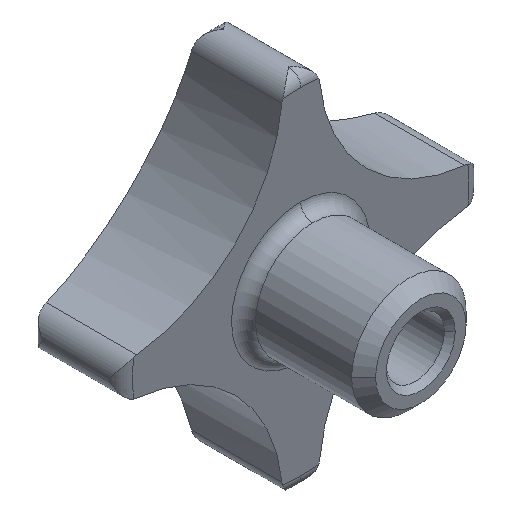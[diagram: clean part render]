
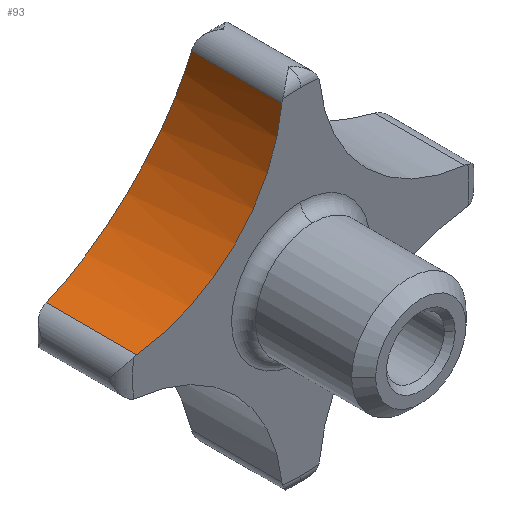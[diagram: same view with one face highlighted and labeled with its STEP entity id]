
A CAD part, isometric view. The second image highlights one B-rep face of the part: STEP entity #93.
In plain terms, the highlighted cylindrical face has radius 28.35 mm (diameter 56.7 mm), a partial arc.
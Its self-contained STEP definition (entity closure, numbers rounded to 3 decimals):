
#93 = ADVANCED_FACE( '', ( #149 ), #150, .F. );
#149 = FACE_OUTER_BOUND( '', #225, .T. );
#150 = CYLINDRICAL_SURFACE( '', #226, 28.35 );
#225 = EDGE_LOOP( '', ( #400, #401, #402, #403 ) );
#226 = AXIS2_PLACEMENT_3D( '', #404, #405, #406 );
#400 = ORIENTED_EDGE( '', *, *, #632, .F. );
#401 = ORIENTED_EDGE( '', *, *, #631, .F. );
#402 = ORIENTED_EDGE( '', *, *, #633, .F. );
#403 = ORIENTED_EDGE( '', *, *, #634, .T. );
#404 = CARTESIAN_POINT( '', ( -31.5, 0., 31.5 ) );
#405 = DIRECTION( '', ( 0., -1., 0. ) );
#406 = DIRECTION( '', ( 0.099, 0., -0.995 ) );
#631 = EDGE_CURVE( '', #782, #766, #784, .T. );
#632 = EDGE_CURVE( '', #766, #785, #786, .T. );
#633 = EDGE_CURVE( '', #787, #782, #788, .T. );
#634 = EDGE_CURVE( '', #787, #785, #789, .T. );
#766 = VERTEX_POINT( '', #1100 );
#782 = VERTEX_POINT( '', #1173 );
#784 = LINE( '', #1175, #1176 );
#785 = VERTEX_POINT( '', #1177 );
#786 = B_SPLINE_CURVE_WITH_KNOTS( '', 3, ( #1178, #1179, #1180, #1181, #1182, #1183, #1184, #1185, #1186, #1187, #1188, #1189, #1190, #1191, #1192, #1193, #1194, #1195, #1196, #1197, #1198, #1199, #1200, #1201, #1202, #1203, #1204, #1205, #1206, #1207 ), .UNSPECIFIED., .F., .F., ( 4, 2, 2, 2, 2, 2, 2, 2, 2, 2, 2, 2, 2, 2, 4 ), ( 0., 2.687, 5.374, 8.06, 10.747, 13.434, 16.121, 18.807, 21.494, 24.214, 26.934, 29.654, 32.374, 35.094, 37.615 ), .UNSPECIFIED. );
#787 = VERTEX_POINT( '', #1208 );
#788 = CIRCLE( '', #1209, 28.35 );
#789 = LINE( '', #1210, #1211 );
#1100 = CARTESIAN_POINT( '', ( -28.689, 36.814, 3.29 ) );
#1173 = CARTESIAN_POINT( '', ( -28.689, 21., 3.29 ) );
#1175 = CARTESIAN_POINT( '', ( -28.689, 0., 3.29 ) );
#1176 = VECTOR( '', #1456, 1. );
#1177 = CARTESIAN_POINT( '', ( -3.29, 36.814, 28.689 ) );
#1178 = CARTESIAN_POINT( '', ( -28.689, 36.814, 3.29 ) );
#1179 = CARTESIAN_POINT( '', ( -27.818, 37.005, 3.377 ) );
#1180 = CARTESIAN_POINT( '', ( -26.934, 37.189, 3.506 ) );
#1181 = CARTESIAN_POINT( '', ( -25.158, 37.535, 3.854 ) );
#1182 = CARTESIAN_POINT( '', ( -24.266, 37.698, 4.073 ) );
#1183 = CARTESIAN_POINT( '', ( -22.492, 37.999, 4.603 ) );
#1184 = CARTESIAN_POINT( '', ( -21.61, 38.136, 4.914 ) );
#1185 = CARTESIAN_POINT( '', ( -19.874, 38.383, 5.627 ) );
#1186 = CARTESIAN_POINT( '', ( -19.019, 38.492, 6.028 ) );
#1187 = CARTESIAN_POINT( '', ( -17.353, 38.68, 6.914 ) );
#1188 = CARTESIAN_POINT( '', ( -16.54, 38.758, 7.4 ) );
#1189 = CARTESIAN_POINT( '', ( -14.971, 38.883, 8.448 ) );
#1190 = CARTESIAN_POINT( '', ( -14.214, 38.93, 9.01 ) );
#1191 = CARTESIAN_POINT( '', ( -12.769, 38.991, 10.198 ) );
#1192 = CARTESIAN_POINT( '', ( -12.081, 39.006, 10.825 ) );
#1193 = CARTESIAN_POINT( '', ( -10.781, 39.006, 12.127 ) );
#1194 = CARTESIAN_POINT( '', ( -10.17, 38.99, 12.803 ) );
#1195 = CARTESIAN_POINT( '', ( -9.026, 38.931, 14.194 ) );
#1196 = CARTESIAN_POINT( '', ( -8.476, 38.886, 14.933 ) );
#1197 = CARTESIAN_POINT( '', ( -7.441, 38.764, 16.476 ) );
#1198 = CARTESIAN_POINT( '', ( -6.956, 38.687, 17.28 ) );
#1199 = CARTESIAN_POINT( '', ( -6.065, 38.502, 18.943 ) );
#1200 = CARTESIAN_POINT( '', ( -5.659, 38.393, 19.801 ) );
#1201 = CARTESIAN_POINT( '', ( -4.934, 38.145, 21.556 ) );
#1202 = CARTESIAN_POINT( '', ( -4.616, 38.005, 22.452 ) );
#1203 = CARTESIAN_POINT( '', ( -4.071, 37.698, 24.269 ) );
#1204 = CARTESIAN_POINT( '', ( -3.845, 37.529, 25.19 ) );
#1205 = CARTESIAN_POINT( '', ( -3.5, 37.181, 26.971 ) );
#1206 = CARTESIAN_POINT( '', ( -3.375, 37.002, 27.832 ) );
#1207 = CARTESIAN_POINT( '', ( -3.29, 36.814, 28.689 ) );
#1208 = CARTESIAN_POINT( '', ( -3.29, 21., 28.689 ) );
#1209 = AXIS2_PLACEMENT_3D( '', #1457, #1458, #1459 );
#1210 = CARTESIAN_POINT( '', ( -3.29, 0., 28.689 ) );
#1211 = VECTOR( '', #1460, 1. );
#1456 = DIRECTION( '', ( 0., 1., 0. ) );
#1457 = CARTESIAN_POINT( '', ( -31.5, 21., 31.5 ) );
#1458 = DIRECTION( '', ( 0., 1., 0. ) );
#1459 = DIRECTION( '', ( 0.099, 0., -0.995 ) );
#1460 = DIRECTION( '', ( 0., 1., 0. ) );
